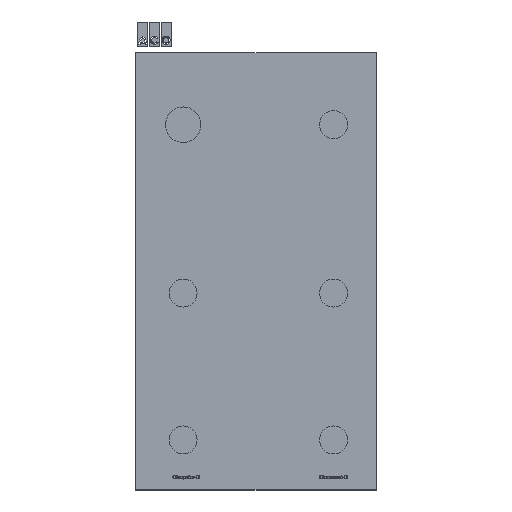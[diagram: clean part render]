
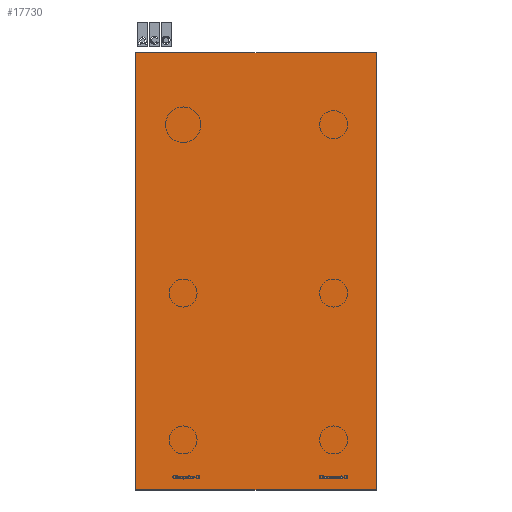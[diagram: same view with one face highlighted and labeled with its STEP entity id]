
A CAD part, top view. The second image highlights one B-rep face of the part: STEP entity #17730.
In plain terms, the highlighted planar face has unit normal (0, 0, 1).
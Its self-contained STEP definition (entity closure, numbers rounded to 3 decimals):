
#1272=FACE_OUTER_BOUND('',#2338,.T.);
#2338=EDGE_LOOP('',(#11759,#11760,#11761,#11762));
#3443=LINE('',#27861,#5519);
#3444=LINE('',#27863,#5520);
#3445=LINE('',#27865,#5521);
#3446=LINE('',#27866,#5522);
#5519=VECTOR('',#22457,304.8);
#5520=VECTOR('',#22458,304.8);
#5521=VECTOR('',#22459,304.8);
#5522=VECTOR('',#22460,304.8);
#7595=VERTEX_POINT('',#27859);
#7596=VERTEX_POINT('',#27860);
#7597=VERTEX_POINT('',#27862);
#7598=VERTEX_POINT('',#27864);
#9231=EDGE_CURVE('',#7595,#7596,#3443,.T.);
#9232=EDGE_CURVE('',#7596,#7597,#3444,.T.);
#9233=EDGE_CURVE('',#7597,#7598,#3445,.T.);
#9234=EDGE_CURVE('',#7598,#7595,#3446,.T.);
#11759=ORIENTED_EDGE('',*,*,#9231,.T.);
#11760=ORIENTED_EDGE('',*,*,#9232,.T.);
#11761=ORIENTED_EDGE('',*,*,#9233,.T.);
#11762=ORIENTED_EDGE('',*,*,#9234,.T.);
#16812=PLANE('',#20785);
#17730=ADVANCED_FACE('',(#1272),#16812,.T.);
#20785=AXIS2_PLACEMENT_3D('',#27858,#22455,#22456);
#22455=DIRECTION('center_axis',(0.,0.,1.));
#22456=DIRECTION('ref_axis',(1.,0.,0.));
#22457=DIRECTION('',(0.,1.,0.));
#22458=DIRECTION('',(-1.,0.,0.));
#22459=DIRECTION('',(0.,-1.,0.));
#22460=DIRECTION('',(1.,0.,0.));
#27858=CARTESIAN_POINT('Origin',(-12652.93,-4372.006,0.));
#27859=CARTESIAN_POINT('',(-5952.93,-4372.006,0.));
#27860=CARTESIAN_POINT('',(-5952.93,7827.994,0.));
#27861=CARTESIAN_POINT('',(-5952.93,-4372.006,0.));
#27862=CARTESIAN_POINT('',(-12652.93,7827.994,0.));
#27863=CARTESIAN_POINT('',(-5952.93,7827.994,0.));
#27864=CARTESIAN_POINT('',(-12652.93,-4372.006,0.));
#27865=CARTESIAN_POINT('',(-12652.93,7827.994,0.));
#27866=CARTESIAN_POINT('',(-12652.93,-4372.006,0.));
